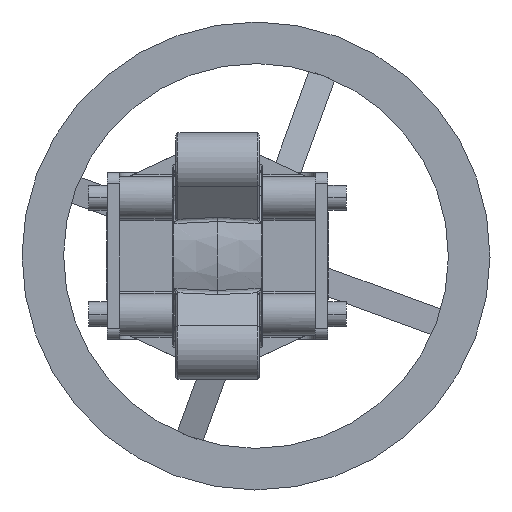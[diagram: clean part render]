
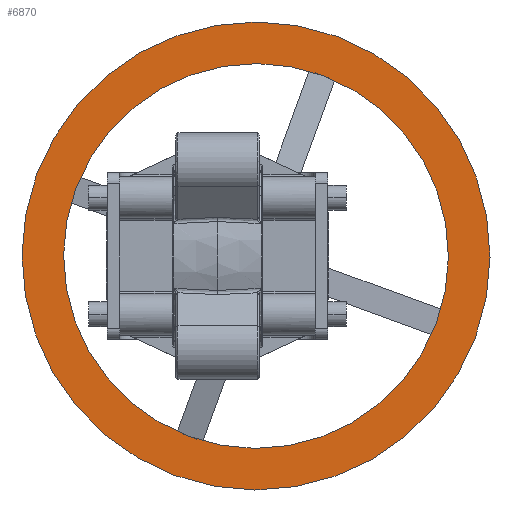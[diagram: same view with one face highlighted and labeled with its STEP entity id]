
A CAD part, front view. The second image highlights one B-rep face of the part: STEP entity #6870.
In plain terms, the highlighted face is planar.
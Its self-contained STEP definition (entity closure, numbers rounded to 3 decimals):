
#6778 = ORIENTED_EDGE ( 'NONE', *, *, #10204, .F. ) ;
#6858 = EDGE_CURVE ( 'NONE', #10174, #10177, #25923, .T. ) ;
#6870 = ADVANCED_FACE ( 'NONE', ( #25905, #25904 ), #25966, .F. ) ;
#6918 = EDGE_LOOP ( 'NONE', ( #6778, #8286 ) ) ;
#7563 = ORIENTED_EDGE ( 'NONE', *, *, #10176, .T. ) ;
#7630 = EDGE_CURVE ( 'NONE', #10116, #10194, #27412, .T. ) ;
#7752 = ORIENTED_EDGE ( 'NONE', *, *, #6858, .T. ) ;
#8191 = EDGE_LOOP ( 'NONE', ( #7563, #7752 ) ) ;
#8286 = ORIENTED_EDGE ( 'NONE', *, *, #7630, .F. ) ;
#10116 = VERTEX_POINT ( 'NONE', #16214 ) ;
#10174 = VERTEX_POINT ( 'NONE', #16334 ) ;
#10176 = EDGE_CURVE ( 'NONE', #10177, #10174, #16333, .T. ) ;
#10177 = VERTEX_POINT ( 'NONE', #16328 ) ;
#10194 = VERTEX_POINT ( 'NONE', #16390 ) ;
#10204 = EDGE_CURVE ( 'NONE', #10194, #10116, #16421, .T. ) ;
#16214 = CARTESIAN_POINT ( 'NONE',  ( 0., 0., -92.5 ) ) ;
#16328 = CARTESIAN_POINT ( 'NONE',  ( 0., 0., -112.5 ) ) ;
#16329 = DIRECTION ( 'NONE',  ( 0., 0., -1. ) ) ;
#16330 = DIRECTION ( 'NONE',  ( 1., 0., 0. ) ) ;
#16331 = CARTESIAN_POINT ( 'NONE',  ( 0., 0., 0. ) ) ;
#16332 = AXIS2_PLACEMENT_3D ( 'NONE', #16331, #16330, #16329 ) ;
#16333 = CIRCLE ( 'NONE', #16332, 112.5 ) ;
#16334 = CARTESIAN_POINT ( 'NONE',  ( 0., 0., 112.5 ) ) ;
#16390 = CARTESIAN_POINT ( 'NONE',  ( 0., 0., 92.5 ) ) ;
#16417 = DIRECTION ( 'NONE',  ( 0., 0., -1. ) ) ;
#16418 = DIRECTION ( 'NONE',  ( 1., 0., 0. ) ) ;
#16419 = CARTESIAN_POINT ( 'NONE',  ( 0., 0., 0. ) ) ;
#16420 = AXIS2_PLACEMENT_3D ( 'NONE', #16419, #16418, #16417 ) ;
#16421 = CIRCLE ( 'NONE', #16420, 92.5 ) ;
#25904 = FACE_OUTER_BOUND ( 'NONE', #8191, .T. ) ;
#25905 = FACE_BOUND ( 'NONE', #6918, .T. ) ;
#25919 = DIRECTION ( 'NONE',  ( 0., 0., -1. ) ) ;
#25920 = DIRECTION ( 'NONE',  ( 1., 0., 0. ) ) ;
#25921 = CARTESIAN_POINT ( 'NONE',  ( 0., 0., 0. ) ) ;
#25922 = AXIS2_PLACEMENT_3D ( 'NONE', #25921, #25920, #25919 ) ;
#25923 = CIRCLE ( 'NONE', #25922, 112.5 ) ;
#25962 = DIRECTION ( 'NONE',  ( 0., 0., 1. ) ) ;
#25963 = DIRECTION ( 'NONE',  ( -1., 0., 0. ) ) ;
#25964 = CARTESIAN_POINT ( 'NONE',  ( 0., -92.5, 0. ) ) ;
#25965 = AXIS2_PLACEMENT_3D ( 'NONE', #25964, #25963, #25962 ) ;
#25966 = PLANE ( 'NONE',  #25965 ) ;
#27408 = DIRECTION ( 'NONE',  ( 0., 0., -1. ) ) ;
#27409 = DIRECTION ( 'NONE',  ( 1., 0., 0. ) ) ;
#27410 = CARTESIAN_POINT ( 'NONE',  ( 0., 0., 0. ) ) ;
#27411 = AXIS2_PLACEMENT_3D ( 'NONE', #27410, #27409, #27408 ) ;
#27412 = CIRCLE ( 'NONE', #27411, 92.5 ) ;
